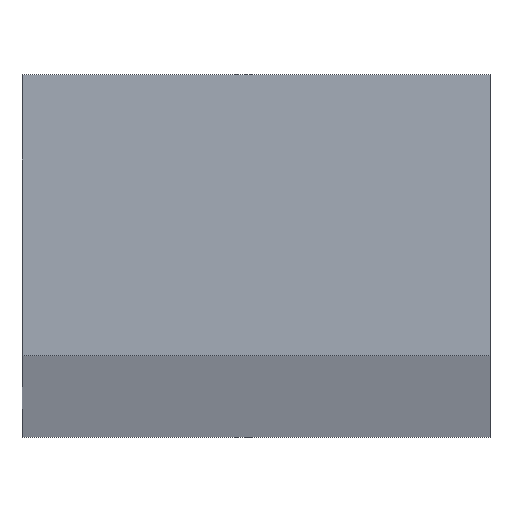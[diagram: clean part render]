
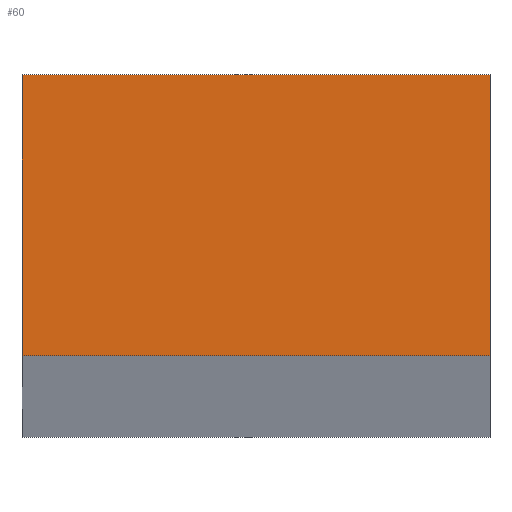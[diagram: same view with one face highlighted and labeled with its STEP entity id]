
A CAD part, top view. The second image highlights one B-rep face of the part: STEP entity #60.
In plain terms, the highlighted planar face has unit normal (0, 0, 1).
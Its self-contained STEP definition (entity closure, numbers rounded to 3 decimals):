
#13 = VECTOR ( 'NONE', #167, 1000. ) ;
#14 = VECTOR ( 'NONE', #201, 1000. ) ;
#15 = VECTOR ( 'NONE', #161, 1000. ) ;
#60 = ADVANCED_FACE ( 'NONE', ( #228 ), #140, .T. ) ;
#65 = EDGE_CURVE ( 'NONE', #123, #122, #159, .T. ) ;
#81 = EDGE_CURVE ( 'NONE', #122, #120, #165, .T. ) ;
#83 = EDGE_CURVE ( 'NONE', #120, #118, #203, .T. ) ;
#89 = EDGE_CURVE ( 'NONE', #118, #123, #188, .T. ) ;
#104 = EDGE_LOOP ( 'NONE', ( #112, #111, #110, #114 ) ) ;
#110 = ORIENTED_EDGE ( 'NONE', *, *, #81, .T. ) ;
#111 = ORIENTED_EDGE ( 'NONE', *, *, #65, .T. ) ;
#112 = ORIENTED_EDGE ( 'NONE', *, *, #89, .T. ) ;
#114 = ORIENTED_EDGE ( 'NONE', *, *, #83, .T. ) ;
#118 = VERTEX_POINT ( 'NONE', #155 ) ;
#120 = VERTEX_POINT ( 'NONE', #179 ) ;
#122 = VERTEX_POINT ( 'NONE', #180 ) ;
#123 = VERTEX_POINT ( 'NONE', #184 ) ;
#140 = PLANE ( 'NONE',  #229 ) ;
#141 = CARTESIAN_POINT ( 'NONE',  ( 0., 0., 500. ) ) ;
#142 = DIRECTION ( 'NONE',  ( 0., 0., 1. ) ) ;
#143 = DIRECTION ( 'NONE',  ( 1., 0., 0. ) ) ;
#155 = CARTESIAN_POINT ( 'NONE',  ( -5., 3., 500. ) ) ;
#159 = LINE ( 'NONE', #160, #15 ) ;
#160 = CARTESIAN_POINT ( 'NONE',  ( -5., -3., 500. ) ) ;
#161 = DIRECTION ( 'NONE',  ( 1., 0., 0. ) ) ;
#165 = LINE ( 'NONE', #166, #13 ) ;
#166 = CARTESIAN_POINT ( 'NONE',  ( 5., 3., 500. ) ) ;
#167 = DIRECTION ( 'NONE',  ( 0., 1., 0. ) ) ;
#179 = CARTESIAN_POINT ( 'NONE',  ( 5., 3., 500. ) ) ;
#180 = CARTESIAN_POINT ( 'NONE',  ( 5., -3., 500. ) ) ;
#184 = CARTESIAN_POINT ( 'NONE',  ( -5., -3., 500. ) ) ;
#186 = DIRECTION ( 'NONE',  ( 0., -1., 0. ) ) ;
#187 = CARTESIAN_POINT ( 'NONE',  ( -5., 3., 500. ) ) ;
#188 = LINE ( 'NONE', #187, #211 ) ;
#201 = DIRECTION ( 'NONE',  ( -1., 0., 0. ) ) ;
#202 = CARTESIAN_POINT ( 'NONE',  ( -5., 3., 500. ) ) ;
#203 = LINE ( 'NONE', #202, #14 ) ;
#211 = VECTOR ( 'NONE', #186, 1000. ) ;
#228 = FACE_OUTER_BOUND ( 'NONE', #104, .T. ) ;
#229 = AXIS2_PLACEMENT_3D ( 'NONE', #141, #142, #143 ) ;
